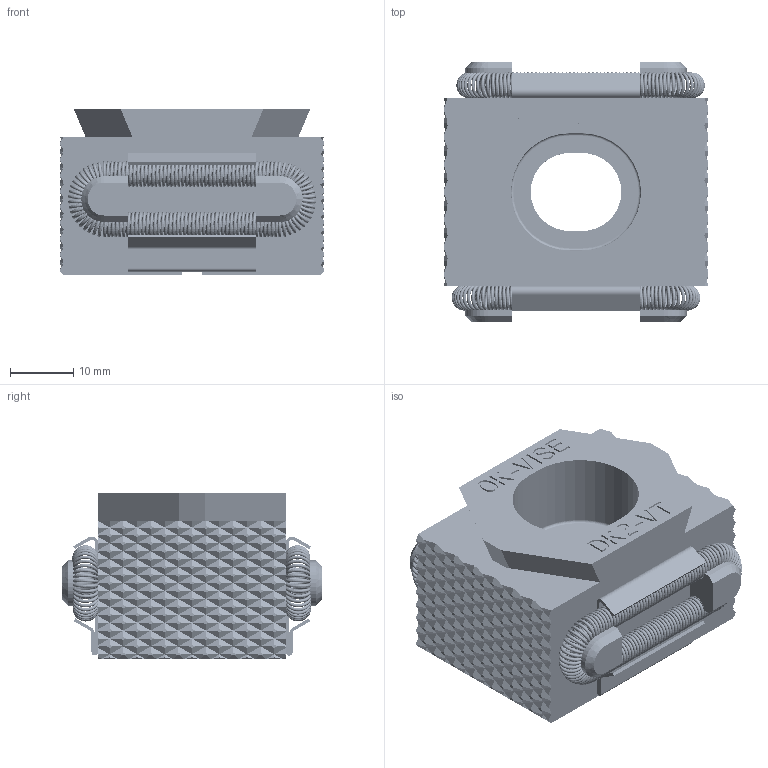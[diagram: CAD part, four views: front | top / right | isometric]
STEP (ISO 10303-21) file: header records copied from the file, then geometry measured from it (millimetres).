
FILE_DESCRIPTION (( 'STEP AP214' ), '1' );
FILE_NAME ('Jergens_DK2-VT.step', '2017-08-18T09:30:50', ( '' ), ( '' ), 'SwSTEP 2.0', 'SolidWorks 2017', '' );
FILE_SCHEMA (( 'AUTOMOTIVE_DESIGN' ));
Length unit declared in the file: inch
Products named in the file (1): Jergens_DK2-VT
Bounding box: 41.7 x 41 x 26.22 mm (x, y, z)
Volume: 24108.7 mm3; surface area: 17146.8 mm2
Topology: 9 solids, 9 shells, 3761 faces, 9471 edges, 5572 vertices
Faces by surface type: plane 1864, torus 1711, bspline 126, cylinder 54, cone 6
Entity records: 167757 total; most frequent: CARTESIAN_POINT 27073, DIRECTION 20924, ORIENTED_EDGE 18942, EDGE_CURVE 9471, AXIS2_PLACEMENT_3D 8765, VERTEX_POINT 5572, CIRCLE 5129, EDGE_LOOP 3783
